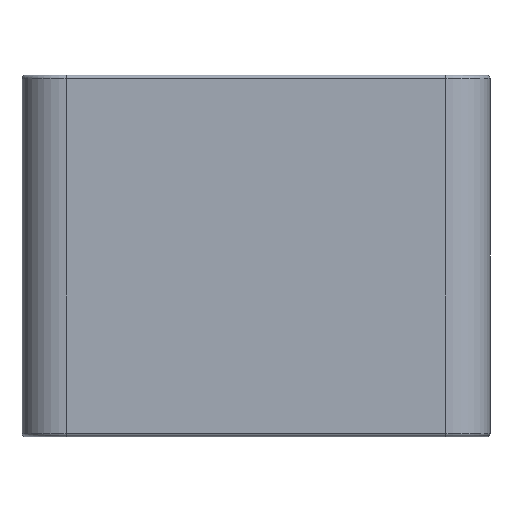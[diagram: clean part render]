
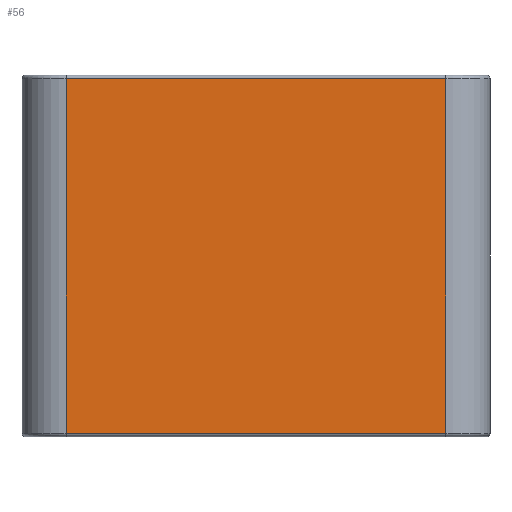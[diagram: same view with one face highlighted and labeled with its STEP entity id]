
A CAD part, top view. The second image highlights one B-rep face of the part: STEP entity #56.
In plain terms, the highlighted planar face has unit normal (0, 0, 1).
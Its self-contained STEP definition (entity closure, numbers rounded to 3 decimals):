
#56 = ADVANCED_FACE( '', ( #129 ), #130, .T. );
#129 = FACE_OUTER_BOUND( '', #216, .T. );
#130 = PLANE( '', #217 );
#216 = EDGE_LOOP( '', ( #315, #316, #317, #318 ) );
#217 = AXIS2_PLACEMENT_3D( '', #319, #320, #321 );
#315 = ORIENTED_EDGE( '', *, *, #521, .T. );
#316 = ORIENTED_EDGE( '', *, *, #522, .T. );
#317 = ORIENTED_EDGE( '', *, *, #523, .F. );
#318 = ORIENTED_EDGE( '', *, *, #524, .T. );
#319 = CARTESIAN_POINT( '', ( -11.56, -11., 2.69 ) );
#320 = DIRECTION( '', ( 0., 0., 1. ) );
#321 = DIRECTION( '', ( 1., 0., 0. ) );
#521 = EDGE_CURVE( '', #617, #618, #619, .T. );
#522 = EDGE_CURVE( '', #618, #620, #621, .F. );
#523 = EDGE_CURVE( '', #622, #620, #623, .T. );
#524 = EDGE_CURVE( '', #622, #617, #624, .T. );
#617 = VERTEX_POINT( '', #735 );
#618 = VERTEX_POINT( '', #736 );
#619 = LINE( '', #737, #738 );
#620 = VERTEX_POINT( '', #739 );
#621 = LINE( '', #740, #741 );
#622 = VERTEX_POINT( '', #742 );
#623 = LINE( '', #743, #744 );
#624 = LINE( '', #745, #746 );
#735 = CARTESIAN_POINT( '', ( 11.56, -10.8, 2.69 ) );
#736 = CARTESIAN_POINT( '', ( 11.56, 10.8, 2.69 ) );
#737 = CARTESIAN_POINT( '', ( 11.56, -11., 2.69 ) );
#738 = VECTOR( '', #873, 1000. );
#739 = CARTESIAN_POINT( '', ( -11.56, 10.8, 2.69 ) );
#740 = CARTESIAN_POINT( '', ( -11.56, 10.8, 2.69 ) );
#741 = VECTOR( '', #874, 1000. );
#742 = CARTESIAN_POINT( '', ( -11.56, -10.8, 2.69 ) );
#743 = CARTESIAN_POINT( '', ( -11.56, -11., 2.69 ) );
#744 = VECTOR( '', #875, 1000. );
#745 = CARTESIAN_POINT( '', ( 11.56, -10.8, 2.69 ) );
#746 = VECTOR( '', #876, 1000. );
#873 = DIRECTION( '', ( 0., 1., 0. ) );
#874 = DIRECTION( '', ( 1., 0., 0. ) );
#875 = DIRECTION( '', ( 0., 1., 0. ) );
#876 = DIRECTION( '', ( 1., 0., 0. ) );
